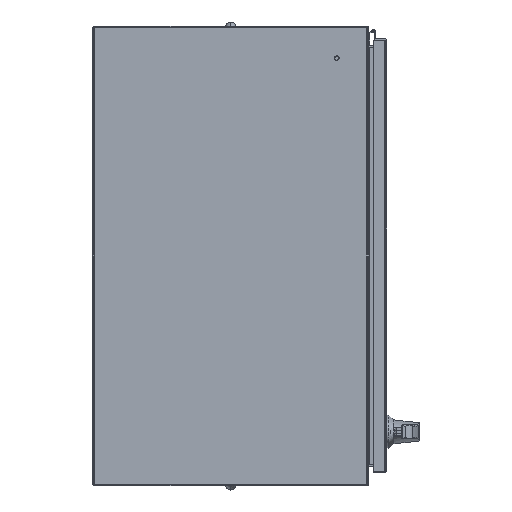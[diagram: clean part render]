
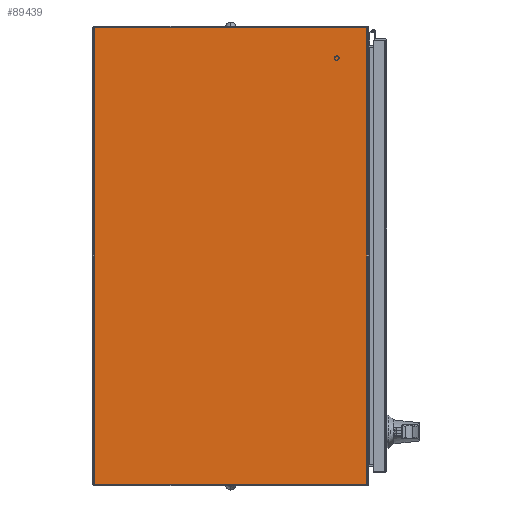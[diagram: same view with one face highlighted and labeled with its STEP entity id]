
A CAD part, front view. The second image highlights one B-rep face of the part: STEP entity #89439.
In plain terms, the highlighted face is planar.
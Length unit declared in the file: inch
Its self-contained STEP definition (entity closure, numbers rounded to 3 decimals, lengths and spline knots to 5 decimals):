
#433 = AXIS2_PLACEMENT_3D ( 'NONE', #29872, #37211, #69666 ) ;
#5344 = VERTEX_POINT ( 'NONE', #43670 ) ;
#7239 = VERTEX_POINT ( 'NONE', #74545 ) ;
#7341 = ORIENTED_EDGE ( 'NONE', *, *, #28598, .F. ) ;
#24450 = DIRECTION ( 'NONE',  ( 0., -1., 0. ) ) ;
#28598 = EDGE_CURVE ( 'NONE', #32339, #5344, #34957, .T. ) ;
#29872 = CARTESIAN_POINT ( 'NONE',  ( -14.935, -9., 0. ) ) ;
#31521 = ORIENTED_EDGE ( 'NONE', *, *, #54016, .F. ) ;
#31601 = EDGE_CURVE ( 'NONE', #7239, #98885, #86915, .T. ) ;
#32339 = VERTEX_POINT ( 'NONE', #77434 ) ;
#33565 = CARTESIAN_POINT ( 'NONE',  ( -14.935, -9., 0. ) ) ;
#34957 = LINE ( 'NONE', #40138, #74994 ) ;
#36705 = EDGE_CURVE ( 'NONE', #98885, #32339, #83081, .T. ) ;
#37104 = DIRECTION ( 'NONE',  ( 1., 0., 0. ) ) ;
#37211 = DIRECTION ( 'NONE',  ( 0., 0., 1. ) ) ;
#37856 = ORIENTED_EDGE ( 'NONE', *, *, #31601, .F. ) ;
#38119 = VECTOR ( 'NONE', #24450, 39.37008 ) ;
#40138 = CARTESIAN_POINT ( 'NONE',  ( 14.935, -9., 0. ) ) ;
#43408 = EDGE_LOOP ( 'NONE', ( #52563, #37856, #31521, #7341 ) ) ;
#43670 = CARTESIAN_POINT ( 'NONE',  ( 14.935, 9., 0. ) ) ;
#45888 = DIRECTION ( 'NONE',  ( -1., 0., 0. ) ) ;
#52563 = ORIENTED_EDGE ( 'NONE', *, *, #36705, .F. ) ;
#54016 = EDGE_CURVE ( 'NONE', #5344, #7239, #75453, .T. ) ;
#62041 = CARTESIAN_POINT ( 'NONE',  ( -14.935, 9., 0. ) ) ;
#65560 = VECTOR ( 'NONE', #37104, 39.37008 ) ;
#65972 = DIRECTION ( 'NONE',  ( 0., 1., 0. ) ) ;
#68197 = CARTESIAN_POINT ( 'NONE',  ( -14.935, -8.857, 0. ) ) ;
#69666 = DIRECTION ( 'NONE',  ( 1., 0., 0. ) ) ;
#72958 = VECTOR ( 'NONE', #45888, 39.37008 ) ;
#74545 = CARTESIAN_POINT ( 'NONE',  ( -14.935, 9., 0. ) ) ;
#74994 = VECTOR ( 'NONE', #65972, 39.37008 ) ;
#75453 = LINE ( 'NONE', #62041, #72958 ) ;
#76751 = PLANE ( 'NONE',  #433 ) ;
#76932 = FACE_OUTER_BOUND ( 'NONE', #43408, .T. ) ;
#77434 = CARTESIAN_POINT ( 'NONE',  ( 14.935, -8.857, 0. ) ) ;
#82841 = CARTESIAN_POINT ( 'NONE',  ( -14.935, -8.857, 0. ) ) ;
#83081 = LINE ( 'NONE', #68197, #65560 ) ;
#86915 = LINE ( 'NONE', #33565, #38119 ) ;
#89439 = ADVANCED_FACE ( 'NONE', ( #76932 ), #76751, .F. ) ;
#98885 = VERTEX_POINT ( 'NONE', #82841 ) ;
